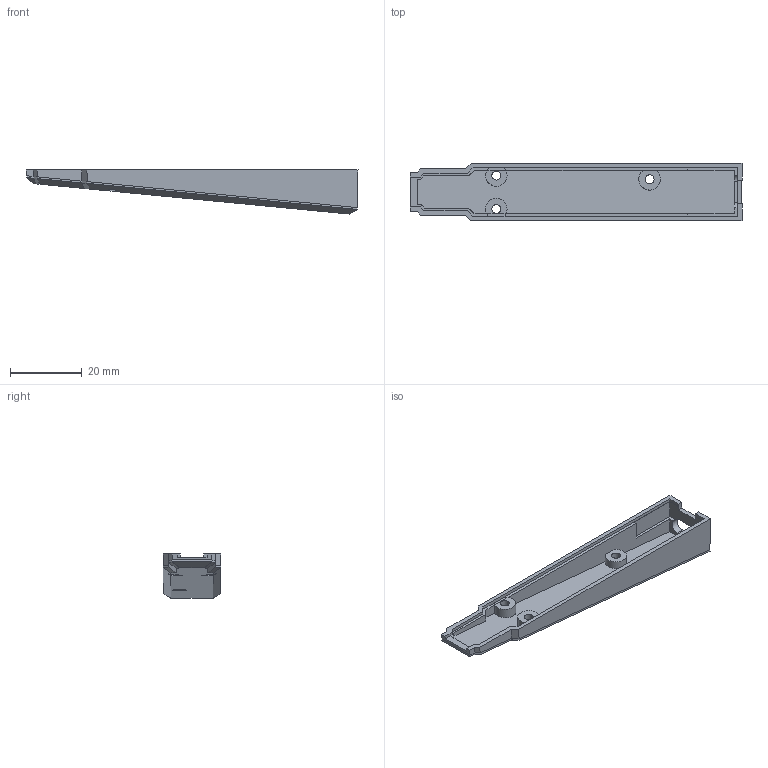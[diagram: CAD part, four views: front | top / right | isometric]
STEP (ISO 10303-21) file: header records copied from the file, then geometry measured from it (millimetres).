
FILE_DESCRIPTION(('FreeCAD Model'),'2;1');
FILE_NAME('Open CASCADE Shape Model','2025-08-29T08:23:55',(''),(''), 'Open CASCADE STEP processor 7.8','FreeCAD','Unknown');
FILE_SCHEMA(('AUTOMOTIVE_DESIGN { 1 0 10303 214 1 1 1 1 }'));
Length unit declared in the file: millimetre
Products named in the file (2): ProbeHousing; Body001
Assembly tree (1 placements, depth 2):
  ProbeHousing
    Body001
Bounding box: 92.8 x 16.09 x 12.31 mm (x, y, z)
Volume: 4795.9 mm3; surface area: 5736.2 mm2
Topology: 1 solids, 1 shells, 103 faces, 274 edges, 172 vertices
Faces by surface type: bspline 46, plane 43, cylinder 14
Full cylindrical faces by diameter (mm): 2.5 x3, 4 x2, 4.2 x1
Entity records: 10351 total; most frequent: CARTESIAN_POINT 5319, DIRECTION 739, ORIENTED_EDGE 548, PCURVE 548, DEFINITIONAL_REPRESENTATION 548, LINE 497, VECTOR 497, EDGE_CURVE 274
